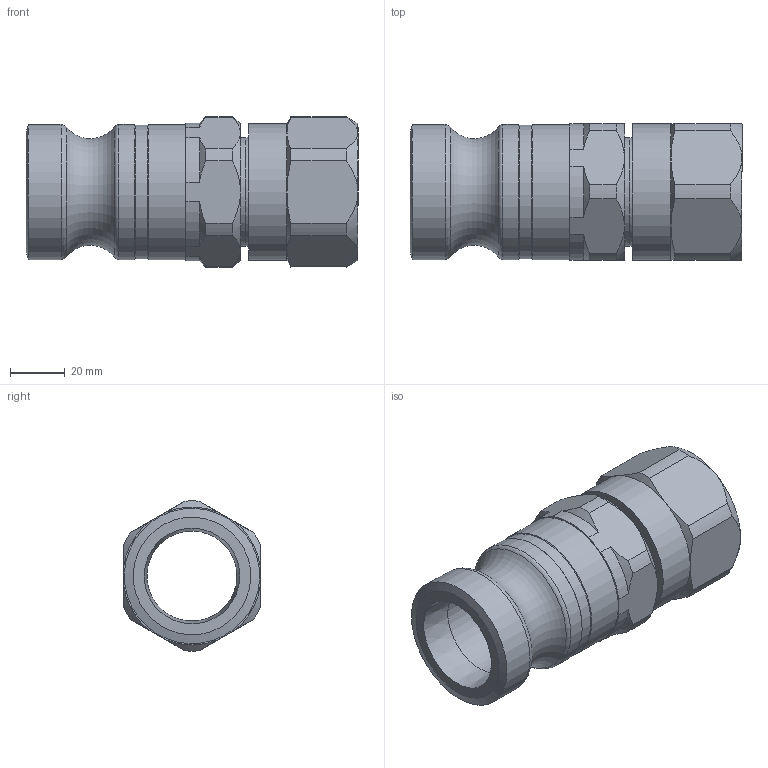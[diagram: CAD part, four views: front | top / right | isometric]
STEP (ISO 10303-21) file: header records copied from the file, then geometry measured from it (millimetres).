
FILE_DESCRIPTION(/* description */ (''),/* implementation_level */ '2;1');
FILE_NAME(/* name */ 'vig_54_35_dr_n.stp',/* time_stamp */ '2020-04-20T07:22:09+02:00',/* author */ ('ertl'),/* organization */ (''),/* preprocessor_version */ 'ST-DEVELOPER v17',/* originating_system */ 'Autodesk Inventor 2018',/* authorisation */ '0 mm^3');
FILE_SCHEMA (('AUTOMOTIVE_DESIGN { 1 0 10303 214 3 1 1 }'));
Length unit declared in the file: millimetre
Products named in the file (1): vig_54_35_dr_n
Bounding box: 121.5 x 50 x 54.97 mm (x, y, z)
Volume: 113258.1 mm3; surface area: 49211.7 mm2
Topology: 1 solids, 1 shells, 108 faces, 281 edges, 188 vertices
Faces by surface type: cylinder 40, cone 36, plane 27, torus 5
Full cylindrical faces by diameter (mm): 33 x1, 37.5 x1, 37.9 x2, 38.2 x1, 38.952 x1, 39 x1, 40 x2, 40.5 x2, 40.6 x2, 43.5 x2, 45 x1, 46.376 x1, 49 x1, 49.5 x3, 50 x1
Entity records: 3515 total; most frequent: CARTESIAN_POINT 674, DIRECTION 608, ORIENTED_EDGE 562, EDGE_CURVE 281, AXIS2_PLACEMENT_3D 266, VERTEX_POINT 188, CIRCLE 157, EDGE_LOOP 123
